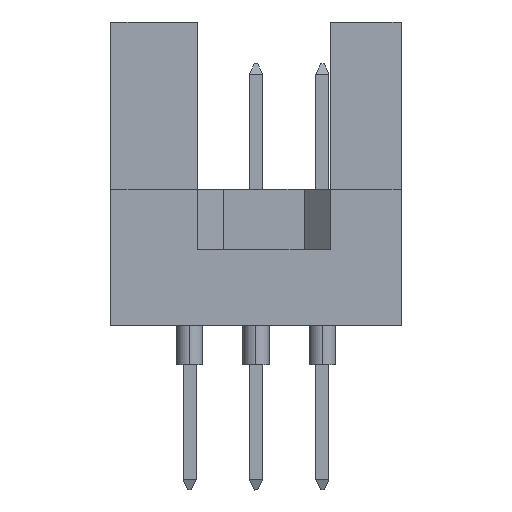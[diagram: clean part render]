
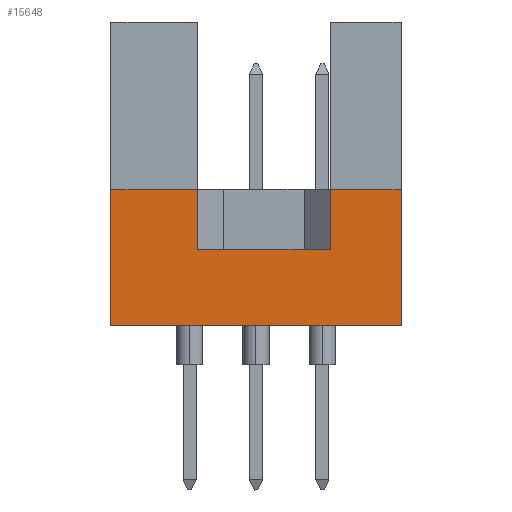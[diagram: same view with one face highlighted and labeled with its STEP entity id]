
A CAD part, left-side view. The second image highlights one B-rep face of the part: STEP entity #15648.
In plain terms, the highlighted planar face has unit normal (-1, 0, 0).
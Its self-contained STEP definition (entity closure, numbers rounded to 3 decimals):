
#753 = VERTEX_POINT ( 'NONE', #11752 ) ;
#897 = CARTESIAN_POINT ( 'NONE',  ( -47.5, 11.1, 5.2 ) ) ;
#1287 = FACE_OUTER_BOUND ( 'NONE', #15988, .T. ) ;
#1836 = ORIENTED_EDGE ( 'NONE', *, *, #17462, .T. ) ;
#2307 = CARTESIAN_POINT ( 'NONE',  ( -47.5, 11.1, 5.2 ) ) ;
#2591 = ORIENTED_EDGE ( 'NONE', *, *, #2604, .F. ) ;
#2604 = EDGE_CURVE ( 'NONE', #7078, #10002, #15795, .T. ) ;
#2620 = CARTESIAN_POINT ( 'NONE',  ( -47.5, 11.1, 0. ) ) ;
#3356 = VERTEX_POINT ( 'NONE', #5560 ) ;
#3760 = LINE ( 'NONE', #7826, #7724 ) ;
#3935 = LINE ( 'NONE', #9708, #11840 ) ;
#4324 = DIRECTION ( 'NONE',  ( 0., 0., 1. ) ) ;
#5152 = ORIENTED_EDGE ( 'NONE', *, *, #14907, .T. ) ;
#5560 = CARTESIAN_POINT ( 'NONE',  ( -47.5, 0., 5.2 ) ) ;
#5568 = PLANE ( 'NONE',  #12031 ) ;
#6216 = CARTESIAN_POINT ( 'NONE',  ( -47.5, 2.71, 5.2 ) ) ;
#6899 = DIRECTION ( 'NONE',  ( 1., 0., 0. ) ) ;
#7078 = VERTEX_POINT ( 'NONE', #897 ) ;
#7353 = VERTEX_POINT ( 'NONE', #15457 ) ;
#7404 = VECTOR ( 'NONE', #4324, 1000. ) ;
#7724 = VECTOR ( 'NONE', #13595, 1000. ) ;
#7826 = CARTESIAN_POINT ( 'NONE',  ( -47.5, 0., 0. ) ) ;
#7869 = CARTESIAN_POINT ( 'NONE',  ( -47.5, 11.1, 0. ) ) ;
#8297 = ORIENTED_EDGE ( 'NONE', *, *, #15300, .T. ) ;
#8975 = DIRECTION ( 'NONE',  ( 0., 0., 1. ) ) ;
#9193 = ORIENTED_EDGE ( 'NONE', *, *, #15646, .F. ) ;
#9273 = VERTEX_POINT ( 'NONE', #6216 ) ;
#9571 = DIRECTION ( 'NONE',  ( 0., -1., 0. ) ) ;
#9661 = DIRECTION ( 'NONE',  ( 0., 0., -1. ) ) ;
#9708 = CARTESIAN_POINT ( 'NONE',  ( -47.5, 2.71, 2.9 ) ) ;
#9914 = VECTOR ( 'NONE', #8975, 1000. ) ;
#10002 = VERTEX_POINT ( 'NONE', #14897 ) ;
#10160 = LINE ( 'NONE', #17626, #17380 ) ;
#10600 = CARTESIAN_POINT ( 'NONE',  ( -47.5, 7.79, 2.9 ) ) ;
#10705 = LINE ( 'NONE', #7869, #14739 ) ;
#11327 = CARTESIAN_POINT ( 'NONE',  ( -47.5, 11.1, 0. ) ) ;
#11460 = DIRECTION ( 'NONE',  ( 0., -1., 0. ) ) ;
#11752 = CARTESIAN_POINT ( 'NONE',  ( -47.5, 2.71, 2.9 ) ) ;
#11840 = VECTOR ( 'NONE', #15732, 1000. ) ;
#12001 = VECTOR ( 'NONE', #11460, 1000. ) ;
#12031 = AXIS2_PLACEMENT_3D ( 'NONE', #11327, #6899, #9661 ) ;
#12917 = VERTEX_POINT ( 'NONE', #15860 ) ;
#13212 = EDGE_CURVE ( 'NONE', #753, #9273, #3935, .T. ) ;
#13325 = LINE ( 'NONE', #16154, #9914 ) ;
#13595 = DIRECTION ( 'NONE',  ( 0., 0., 1. ) ) ;
#13784 = CARTESIAN_POINT ( 'NONE',  ( -47.5, 7.79, 2.9 ) ) ;
#14101 = VECTOR ( 'NONE', #17682, 1000. ) ;
#14720 = ORIENTED_EDGE ( 'NONE', *, *, #13212, .F. ) ;
#14739 = VECTOR ( 'NONE', #9571, 1000. ) ;
#14897 = CARTESIAN_POINT ( 'NONE',  ( -47.5, 7.79, 5.2 ) ) ;
#14907 = EDGE_CURVE ( 'NONE', #12917, #7353, #10705, .T. ) ;
#15300 = EDGE_CURVE ( 'NONE', #17454, #10002, #13325, .T. ) ;
#15457 = CARTESIAN_POINT ( 'NONE',  ( -47.5, 0., 0. ) ) ;
#15646 = EDGE_CURVE ( 'NONE', #17454, #753, #16170, .T. ) ;
#15648 = ADVANCED_FACE ( 'NONE', ( #1287 ), #5568, .F. ) ;
#15732 = DIRECTION ( 'NONE',  ( 0., 0., 1. ) ) ;
#15795 = LINE ( 'NONE', #2307, #12001 ) ;
#15860 = CARTESIAN_POINT ( 'NONE',  ( -47.5, 11.1, 0. ) ) ;
#15923 = DIRECTION ( 'NONE',  ( 0., -1., 0. ) ) ;
#15946 = ORIENTED_EDGE ( 'NONE', *, *, #17770, .F. ) ;
#15988 = EDGE_LOOP ( 'NONE', ( #9193, #8297, #2591, #16060, #5152, #1836, #15946, #14720 ) ) ;
#16060 = ORIENTED_EDGE ( 'NONE', *, *, #17134, .F. ) ;
#16154 = CARTESIAN_POINT ( 'NONE',  ( -47.5, 7.79, 2.9 ) ) ;
#16170 = LINE ( 'NONE', #10600, #14101 ) ;
#17011 = LINE ( 'NONE', #2620, #7404 ) ;
#17134 = EDGE_CURVE ( 'NONE', #12917, #7078, #17011, .T. ) ;
#17380 = VECTOR ( 'NONE', #15923, 1000. ) ;
#17454 = VERTEX_POINT ( 'NONE', #13784 ) ;
#17462 = EDGE_CURVE ( 'NONE', #7353, #3356, #3760, .T. ) ;
#17626 = CARTESIAN_POINT ( 'NONE',  ( -47.5, 11.1, 5.2 ) ) ;
#17682 = DIRECTION ( 'NONE',  ( 0., -1., 0. ) ) ;
#17770 = EDGE_CURVE ( 'NONE', #9273, #3356, #10160, .T. ) ;
